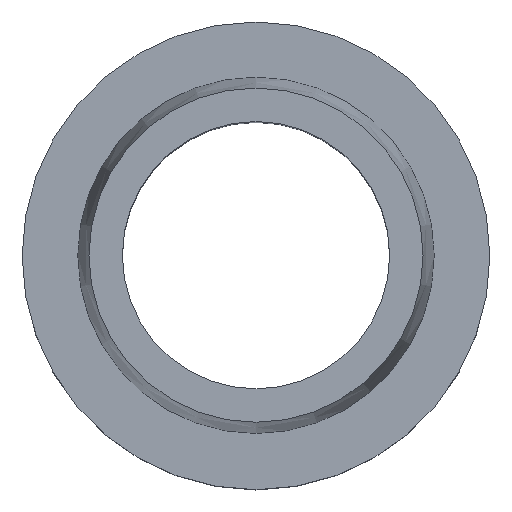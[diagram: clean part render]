
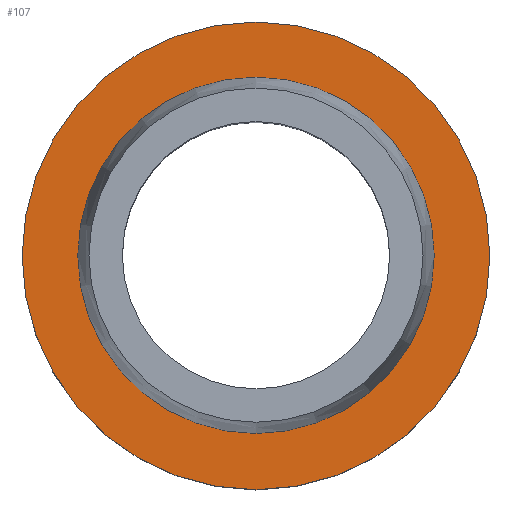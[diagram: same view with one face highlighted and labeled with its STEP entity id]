
A CAD part, top view. The second image highlights one B-rep face of the part: STEP entity #107.
In plain terms, the highlighted planar face has unit normal (0, 0, 1).
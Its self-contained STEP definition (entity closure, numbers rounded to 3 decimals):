
#107=ADVANCED_FACE('',(#179,#181),#183,.T.);
#179=FACE_BOUND('',#180,.T.);
#180=EDGE_LOOP('',(#209));
#181=FACE_BOUND('',#182,.T.);
#182=EDGE_LOOP('',(#210));
#183=PLANE('',#184);
#184=AXIS2_PLACEMENT_3D('',#185,#186,#187);
#185=CARTESIAN_POINT('',(0.,0.,6.));
#186=DIRECTION('',(0.,0.,1.));
#187=DIRECTION('',(0.,1.,0.));
#209=ORIENTED_EDGE('',*,*,#220,.T.);
#210=ORIENTED_EDGE('',*,*,#219,.F.);
#219=EDGE_CURVE('',#233,#233,#234,.T.);
#220=EDGE_CURVE('',#235,#235,#236,.T.);
#233=VERTEX_POINT('',#267);
#234=CIRCLE('',#268,7.5);
#235=VERTEX_POINT('',#272);
#236=CIRCLE('',#273,10.5);
#267=CARTESIAN_POINT('',(0.,7.5,6.));
#268=AXIS2_PLACEMENT_3D('',#269,#270,#271);
#269=CARTESIAN_POINT('',(0.,0.,6.));
#270=DIRECTION('',(0.,0.,1.));
#271=DIRECTION('',(0.,1.,0.));
#272=CARTESIAN_POINT('',(0.,10.5,6.));
#273=AXIS2_PLACEMENT_3D('',#274,#275,#276);
#274=CARTESIAN_POINT('',(0.,0.,6.));
#275=DIRECTION('',(0.,0.,1.));
#276=DIRECTION('',(0.,1.,0.));
